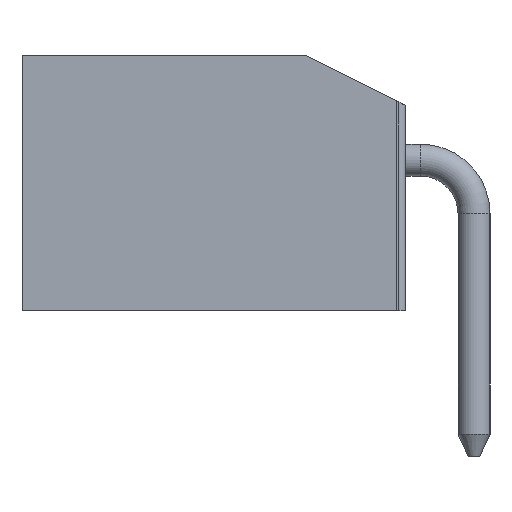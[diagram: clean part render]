
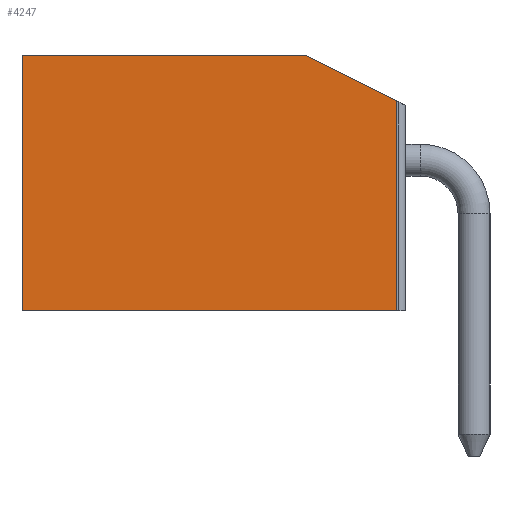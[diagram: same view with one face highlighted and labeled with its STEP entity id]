
A CAD part, left-side view. The second image highlights one B-rep face of the part: STEP entity #4247.
In plain terms, the highlighted planar face has unit normal (-1, 0, 0).
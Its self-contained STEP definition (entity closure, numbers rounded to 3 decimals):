
#5=DIRECTION('',(0.,0.,1.));
#6=VECTOR('',#5,4.6);
#7=CARTESIAN_POINT('',(-11.57,0.,-2.8));
#8=LINE('',#7,#6);
#845=DIRECTION('',(0.,0.894,0.447));
#846=VECTOR('',#845,2.236);
#847=CARTESIAN_POINT('',(-11.57,0.,1.8));
#848=LINE('',#847,#846);
#849=DIRECTION('',(0.,1.,0.));
#850=VECTOR('',#849,8.2);
#851=CARTESIAN_POINT('',(-11.57,0.,-2.8));
#852=LINE('',#851,#850);
#873=DIRECTION('',(0.,0.,1.));
#874=VECTOR('',#873,5.6);
#875=CARTESIAN_POINT('',(-11.57,8.2,-2.8));
#876=LINE('',#875,#874);
#1673=DIRECTION('',(0.,1.,0.));
#1674=VECTOR('',#1673,6.2);
#1675=CARTESIAN_POINT('',(-11.57,2.,2.8));
#1676=LINE('',#1675,#1674);
#2533=CARTESIAN_POINT('',(-11.57,8.2,-2.8));
#2534=CARTESIAN_POINT('',(-11.57,8.2,2.8));
#2535=VERTEX_POINT('',#2533);
#2536=VERTEX_POINT('',#2534);
#2541=CARTESIAN_POINT('',(-11.57,0.,-2.8));
#2542=VERTEX_POINT('',#2541);
#2605=CARTESIAN_POINT('',(-11.57,0.,1.8));
#2606=CARTESIAN_POINT('',(-11.57,2.,2.8));
#2607=VERTEX_POINT('',#2605);
#2608=VERTEX_POINT('',#2606);
#4233=CARTESIAN_POINT('',(-11.57,0.,-2.8));
#4234=DIRECTION('',(-1.,0.,0.));
#4235=DIRECTION('',(0.,0.,1.));
#4236=AXIS2_PLACEMENT_3D('',#4233,#4234,#4235);
#4237=PLANE('',#4236);
#4238=ORIENTED_EDGE('',*,*,#3651,.F.);
#4239=ORIENTED_EDGE('',*,*,#3220,.F.);
#4240=ORIENTED_EDGE('',*,*,#3435,.T.);
#4242=ORIENTED_EDGE('',*,*,#4241,.T.);
#4244=ORIENTED_EDGE('',*,*,#4243,.F.);
#4245=EDGE_LOOP('',(#4238,#4239,#4240,#4242,#4244));
#4246=FACE_OUTER_BOUND('',#4245,.F.);
#3220=EDGE_CURVE('',#2542,#2607,#8,.T.);
#3435=EDGE_CURVE('',#2542,#2535,#852,.T.);
#3651=EDGE_CURVE('',#2607,#2608,#848,.T.);
#4241=EDGE_CURVE('',#2535,#2536,#876,.T.);
#4243=EDGE_CURVE('',#2608,#2536,#1676,.T.);
#4247=ADVANCED_FACE('',(#4246),#4237,.T.);
